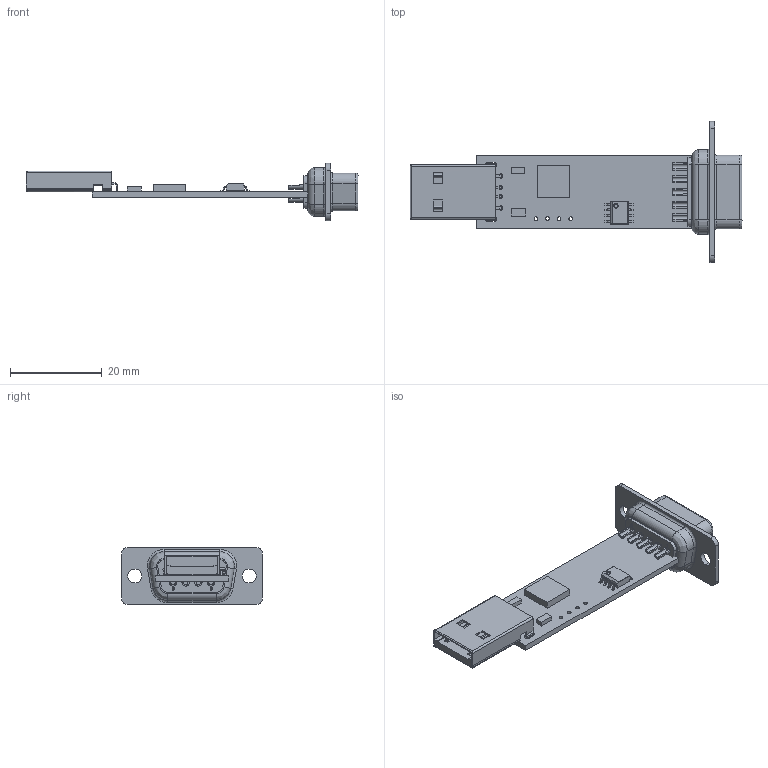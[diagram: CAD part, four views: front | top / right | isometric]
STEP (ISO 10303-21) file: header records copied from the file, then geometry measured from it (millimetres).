
FILE_DESCRIPTION(('Open CASCADE Model'),'2;1');
FILE_NAME('Open CASCADE Shape Model','2018-12-20T00:29:54',('Author'),( 'Open CASCADE'),'Open CASCADE STEP processor 6.8','Open CASCADE 6.8' ,'Unknown');
FILE_SCHEMA(('AUTOMOTIVE_DESIGN { 1 0 10303 214 1 1 1 1 }'));
Length unit declared in the file: millimetre
Products named in the file (22): PCB; Board; U1; User_Library-SOIC-8-150; User_Library-SOIC-8-150_pin_SOIC_SO-150_1; User_Library-SOIC-8-150_SOIC_150_SOIC_5X4_1; U2; 706565344; Extruded; U4; 706565616; U3; 706565480; XP2; 14380; XP11; User_Library-DBSM-09; User_Library-DBSM-09_Pinos; User_Library-DBSM-09_Carcaca; User_Library-DBSM-09_Dieletrico
Assembly tree (28 placements, depth 4):
  PCB
    Board
    U1
      User_Library-SOIC-8-150
        User_Library-SOIC-8-150_pin_SOIC_SO-150_1  x8
        User_Library-SOIC-8-150_SOIC_150_SOIC_5X4_1
    U2
      706565344
        Extruded
    U4
      706565616
        Extruded
    U3
      706565480
        Extruded
    XP2
      14380
    XP11
      User_Library-DBSM-09
        User_Library-DBSM-09_Pinos
        User_Library-DBSM-09_Carcaca
        User_Library-DBSM-09_Dieletrico
Bounding box: 72.52 x 30.81 x 12.55 mm (x, y, z)
Volume: 3025.7 mm3; surface area: 5701.8 mm2
Topology: 25 solids, 25 shells, 940 faces, 2517 edges, 1640 vertices
Faces by surface type: plane 444, bspline 261, cylinder 231, torus 4
Full cylindrical faces by diameter (mm): 0.8 x4, 0.9 x4, 1.1 x2
Entity records: 37174 total; most frequent: CARTESIAN_POINT 9265, ORIENTED_EDGE 4494, DIRECTION 3425, EDGE_CURVE 2247, VERTEX_POINT 1472, PRESENTATION_STYLE_ASSIGNMENT 1335, LINE 1273, VECTOR 1273
